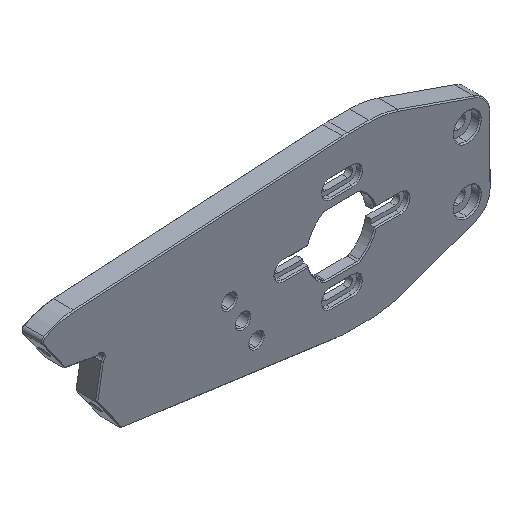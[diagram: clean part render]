
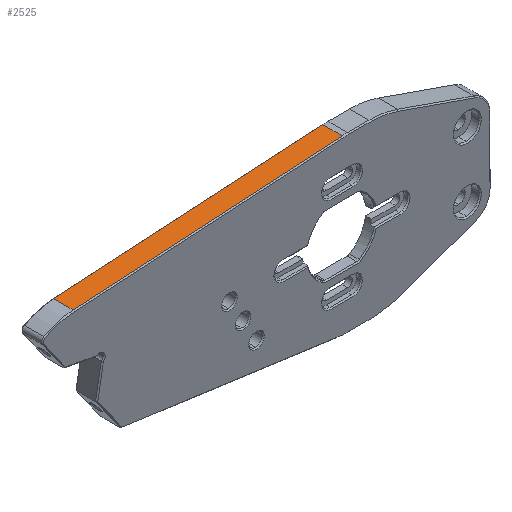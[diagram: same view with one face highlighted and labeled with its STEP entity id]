
A CAD part, isometric view. The second image highlights one B-rep face of the part: STEP entity #2525.
In plain terms, the highlighted planar face has unit normal (-0.06, 0, 0.998).
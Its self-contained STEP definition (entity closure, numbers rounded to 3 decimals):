
#132 = DIRECTION ( 'NONE',  ( -0.06, 0., 0.998 ) ) ;
#200 = AXIS2_PLACEMENT_3D ( 'NONE', #3020, #132, #1742 ) ;
#228 = ORIENTED_EDGE ( 'NONE', *, *, #2329, .F. ) ;
#238 = CARTESIAN_POINT ( 'NONE',  ( -1.95, 30.5, 32.441 ) ) ;
#437 = CARTESIAN_POINT ( 'NONE',  ( -1.95, 39.5, 32.441 ) ) ;
#479 = FACE_OUTER_BOUND ( 'NONE', #2279, .T. ) ;
#677 = DIRECTION ( 'NONE',  ( -0.998, 0., -0.06 ) ) ;
#685 = LINE ( 'NONE', #4518, #4182 ) ;
#695 = EDGE_CURVE ( 'NONE', #5033, #1699, #685, .T. ) ;
#1072 = LINE ( 'NONE', #4035, #4577 ) ;
#1184 = DIRECTION ( 'NONE',  ( 0., 1., 0. ) ) ;
#1494 = ORIENTED_EDGE ( 'NONE', *, *, #695, .F. ) ;
#1699 = VERTEX_POINT ( 'NONE', #437 ) ;
#1742 = DIRECTION ( 'NONE',  ( 0.998, 0., 0.06 ) ) ;
#1894 = EDGE_CURVE ( 'NONE', #1699, #3386, #1979, .T. ) ;
#1932 = EDGE_CURVE ( 'NONE', #3591, #3386, #4950, .T. ) ;
#1979 = LINE ( 'NONE', #4121, #4032 ) ;
#1983 = VECTOR ( 'NONE', #2005, 1000. ) ;
#2005 = DIRECTION ( 'NONE',  ( 0., 1., 0. ) ) ;
#2228 = CARTESIAN_POINT ( 'NONE',  ( 122.6, 39.5, 39.928 ) ) ;
#2279 = EDGE_LOOP ( 'NONE', ( #2501, #2926, #1494, #228 ) ) ;
#2329 = EDGE_CURVE ( 'NONE', #3591, #5033, #1072, .T. ) ;
#2501 = ORIENTED_EDGE ( 'NONE', *, *, #1932, .T. ) ;
#2525 = ADVANCED_FACE ( 'NONE', ( #479 ), #3527, .T. ) ;
#2798 = CARTESIAN_POINT ( 'NONE',  ( 122.6, 30., 39.928 ) ) ;
#2926 = ORIENTED_EDGE ( 'NONE', *, *, #1894, .F. ) ;
#3020 = CARTESIAN_POINT ( 'NONE',  ( -1.95, 30., 32.441 ) ) ;
#3386 = VERTEX_POINT ( 'NONE', #2228 ) ;
#3527 = PLANE ( 'NONE',  #200 ) ;
#3591 = VERTEX_POINT ( 'NONE', #3760 ) ;
#3760 = CARTESIAN_POINT ( 'NONE',  ( 122.6, 30.5, 39.928 ) ) ;
#4032 = VECTOR ( 'NONE', #4456, 1000. ) ;
#4035 = CARTESIAN_POINT ( 'NONE',  ( -1.95, 30.5, 32.441 ) ) ;
#4121 = CARTESIAN_POINT ( 'NONE',  ( 122.6, 39.5, 39.928 ) ) ;
#4182 = VECTOR ( 'NONE', #1184, 1000. ) ;
#4456 = DIRECTION ( 'NONE',  ( 0.998, 0., 0.06 ) ) ;
#4518 = CARTESIAN_POINT ( 'NONE',  ( -1.95, 30., 32.441 ) ) ;
#4577 = VECTOR ( 'NONE', #677, 1000. ) ;
#4950 = LINE ( 'NONE', #2798, #1983 ) ;
#5033 = VERTEX_POINT ( 'NONE', #238 ) ;
